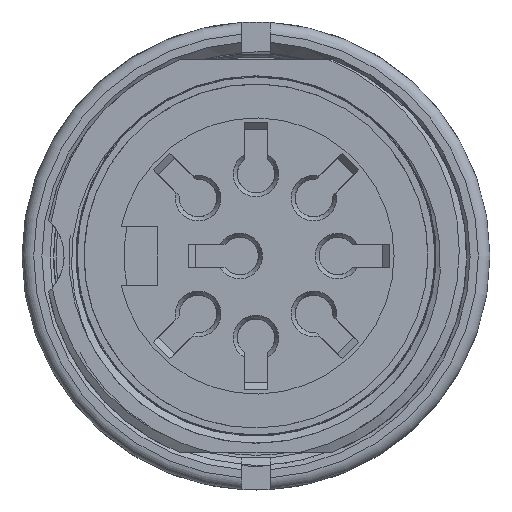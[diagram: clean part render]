
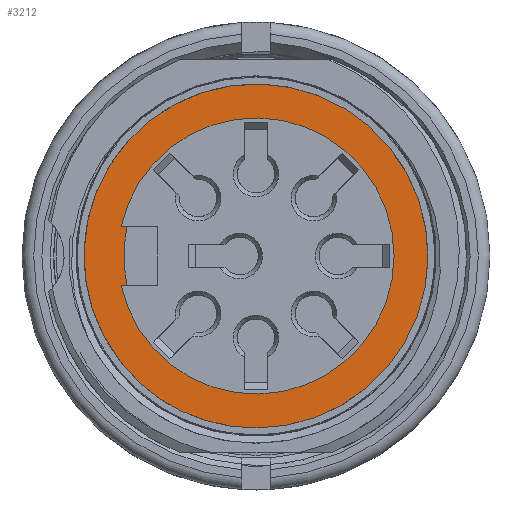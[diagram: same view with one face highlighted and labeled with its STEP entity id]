
A CAD part, front view. The second image highlights one B-rep face of the part: STEP entity #3212.
In plain terms, the highlighted planar face has unit normal (0, -1, 0).
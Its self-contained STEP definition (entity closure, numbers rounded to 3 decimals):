
#2011=FACE_BOUND('',#4654,.T.);
#2012=FACE_BOUND('',#4655,.T.);
#2676=PLANE('',#14819);
#3212=ADVANCED_FACE('',(#2011,#2012),#2676,.T.);
#4654=EDGE_LOOP('',(#9807));
#4655=EDGE_LOOP('',(#9808,#9809,#9810,#9811));
#5838=LINE('',#21778,#7014);
#5839=LINE('',#21780,#7015);
#7014=VECTOR('',#16997,1.);
#7015=VECTOR('',#16998,1.);
#9807=ORIENTED_EDGE('',*,*,#13479,.T.);
#9808=ORIENTED_EDGE('',*,*,#13480,.F.);
#9809=ORIENTED_EDGE('',*,*,#13478,.T.);
#9810=ORIENTED_EDGE('',*,*,#13481,.F.);
#9811=ORIENTED_EDGE('',*,*,#13482,.T.);
#11789=VERTEX_POINT('',#21769);
#11791=VERTEX_POINT('',#21773);
#11792=VERTEX_POINT('',#21777);
#11793=VERTEX_POINT('',#21779);
#11794=VERTEX_POINT('',#21781);
#13478=EDGE_CURVE('',#11789,#11791,#14234,.T.);
#13479=EDGE_CURVE('',#11792,#11792,#14235,.T.);
#13480=EDGE_CURVE('',#11789,#11793,#5838,.T.);
#13481=EDGE_CURVE('',#11794,#11791,#5839,.T.);
#13482=EDGE_CURVE('',#11794,#11793,#14236,.T.);
#14234=CIRCLE('',#14815,5.65);
#14235=CIRCLE('',#14817,7.35);
#14236=CIRCLE('',#14818,5.9);
#14815=AXIS2_PLACEMENT_3D('',#21774,#16991,#16992);
#14817=AXIS2_PLACEMENT_3D('',#21776,#16995,#16996);
#14818=AXIS2_PLACEMENT_3D('',#21782,#16999,#17000);
#14819=AXIS2_PLACEMENT_3D('',#21783,#17001,#17002);
#16991=DIRECTION('',(0.,1.,0.));
#16992=DIRECTION('',(-0.676,0.,-0.737));
#16995=DIRECTION('',(0.,-1.,0.));
#16996=DIRECTION('',(-0.676,0.,-0.737));
#16997=DIRECTION('',(-1.,0.,0.));
#16998=DIRECTION('',(1.,0.,0.));
#16999=DIRECTION('',(0.,1.,0.));
#17000=DIRECTION('',(0.,0.,-1.));
#17001=DIRECTION('',(0.,-1.,0.));
#17002=DIRECTION('',(0.737,0.,-0.676));
#21769=CARTESIAN_POINT('',(-4.914,-17.756,-1.25));
#21773=CARTESIAN_POINT('',(-4.914,-17.756,1.25));
#21774=CARTESIAN_POINT('',(0.596,-17.756,0.));
#21776=CARTESIAN_POINT('',(0.596,-17.756,0.));
#21777=CARTESIAN_POINT('',(-4.371,-17.756,-5.418));
#21778=CARTESIAN_POINT('',(-3.604,-17.756,-1.25));
#21779=CARTESIAN_POINT('',(-5.17,-17.756,-1.25));
#21780=CARTESIAN_POINT('',(-5.855,-17.756,1.25));
#21781=CARTESIAN_POINT('',(-5.17,-17.756,1.25));
#21782=CARTESIAN_POINT('',(0.596,-17.756,0.));
#21783=CARTESIAN_POINT('',(0.596,-17.756,0.));
